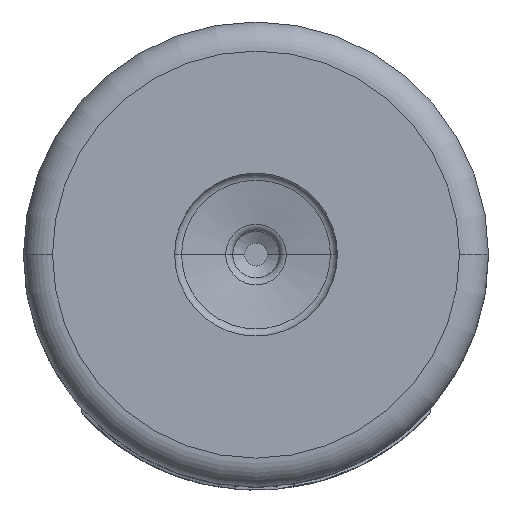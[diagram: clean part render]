
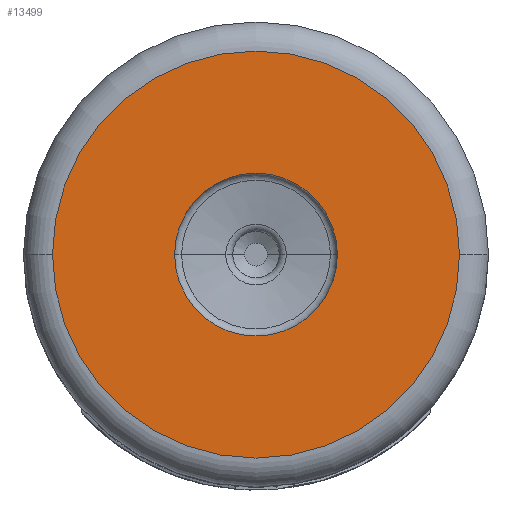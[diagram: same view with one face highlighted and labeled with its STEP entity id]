
A CAD part, front view. The second image highlights one B-rep face of the part: STEP entity #13499.
In plain terms, the highlighted planar face has unit normal (0, -1, 0).
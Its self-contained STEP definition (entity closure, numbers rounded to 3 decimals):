
#1844=CARTESIAN_POINT('',(0.,-4.,0.));
#1845=DIRECTION('',(0.,-1.,0.));
#1846=DIRECTION('',(1.,0.,0.));
#1847=AXIS2_PLACEMENT_3D('',#1844,#1845,#1846);
#1859=CARTESIAN_POINT('',(0.,-4.,0.));
#1860=DIRECTION('',(0.,-1.,0.));
#1861=DIRECTION('',(-1.,0.,0.));
#1862=AXIS2_PLACEMENT_3D('',#1859,#1860,#1861);
#1864=CARTESIAN_POINT('',(0.,-4.,0.));
#1865=DIRECTION('',(0.,-1.,0.));
#1866=DIRECTION('',(1.,0.,0.));
#1867=AXIS2_PLACEMENT_3D('',#1864,#1865,#1866);
#1869=CARTESIAN_POINT('',(0.,-4.,0.));
#1870=DIRECTION('',(0.,-1.,0.));
#1871=DIRECTION('',(-1.,0.,0.));
#1872=AXIS2_PLACEMENT_3D('',#1869,#1870,#1871);
#11515=CARTESIAN_POINT('',(-1.4,-4.,0.));
#11516=CARTESIAN_POINT('',(1.4,-4.,0.));
#11517=VERTEX_POINT('',#11515);
#11518=VERTEX_POINT('',#11516);
#11519=CARTESIAN_POINT('',(3.5,-4.,0.));
#11520=CARTESIAN_POINT('',(-3.5,-4.,0.));
#11521=VERTEX_POINT('',#11519);
#11522=VERTEX_POINT('',#11520);
#13483=CARTESIAN_POINT('',(0.,-4.,0.));
#13484=DIRECTION('',(0.,1.,0.));
#13485=DIRECTION('',(1.,0.,0.));
#13486=AXIS2_PLACEMENT_3D('',#13483,#13484,#13485);
#13487=PLANE('',#13486);
#13488=ORIENTED_EDGE('',*,*,#13473,.F.);
#13490=ORIENTED_EDGE('',*,*,#13489,.F.);
#13491=EDGE_LOOP('',(#13488,#13490));
#13492=FACE_OUTER_BOUND('',#13491,.F.);
#13494=ORIENTED_EDGE('',*,*,#13493,.T.);
#13496=ORIENTED_EDGE('',*,*,#13495,.T.);
#13497=EDGE_LOOP('',(#13494,#13496));
#13498=FACE_BOUND('',#13497,.F.);
#13499=ADVANCED_FACE('',(#13492,#13498),#13487,.F.);
#1848=CIRCLE('',#1847,3.5);
#1863=CIRCLE('',#1862,1.4);
#1868=CIRCLE('',#1867,1.4);
#1873=CIRCLE('',#1872,3.5);
#13473=EDGE_CURVE('',#11521,#11522,#1848,.T.);
#13489=EDGE_CURVE('',#11522,#11521,#1873,.T.);
#13493=EDGE_CURVE('',#11517,#11518,#1863,.T.);
#13495=EDGE_CURVE('',#11518,#11517,#1868,.T.);
